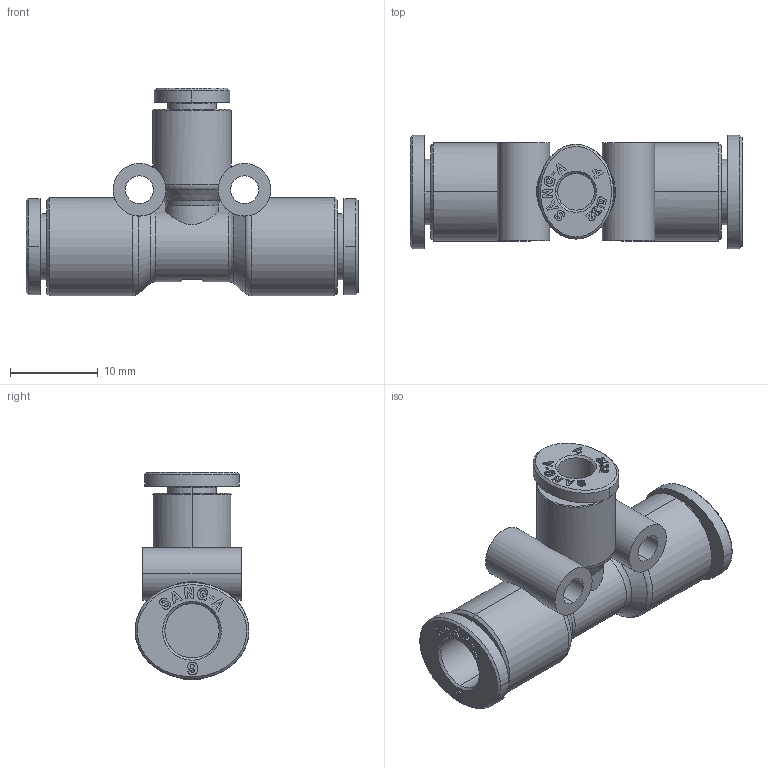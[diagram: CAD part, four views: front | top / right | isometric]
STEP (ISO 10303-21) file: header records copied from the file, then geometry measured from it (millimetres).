
FILE_DESCRIPTION((''),'2;1');
FILE_NAME('GPUG_0604(3D).stp','2012-12-27T14:44:07',(''),(''),'Mechanical Desktop.R8.0.24.0','Mechanical Desktop.R8.0.24.0',', , ');
FILE_SCHEMA(('CONFIG_CONTROL_DESIGN'));
Length unit declared in the file: millimetre
Products named in the file (2): GPUG_0604(3D); ºÎÇ°2
Assembly tree (1 placements, depth 2):
  GPUG_0604(3D)
    ºÎÇ°2
Bounding box: 37.9 x 13 x 23.7 mm (x, y, z)
Volume: 3210 mm3; surface area: 3509.9 mm2
Topology: 1 solids, 1 shells, 858 faces, 2415 edges, 1602 vertices
Faces by surface type: plane 677, bspline 95, cylinder 60, cone 20, torus 6
Entity records: 30267 total; most frequent: CARTESIAN_POINT 8160, ORIENTED_EDGE 4830, DIRECTION 4192, EDGE_CURVE 2415, VECTOR 2032, LINE 2032, VERTEX_POINT 1602, AXIS2_PLACEMENT_3D 1080
